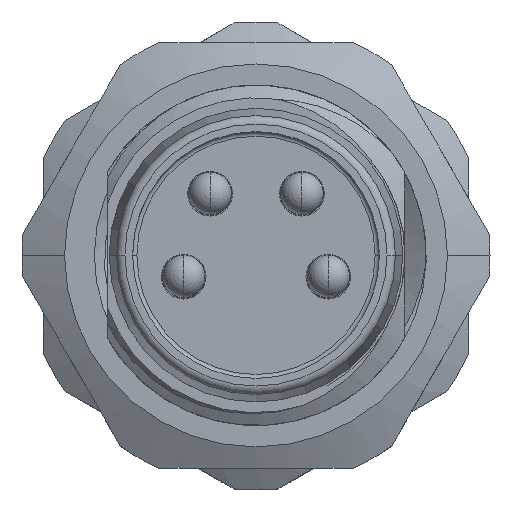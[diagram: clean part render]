
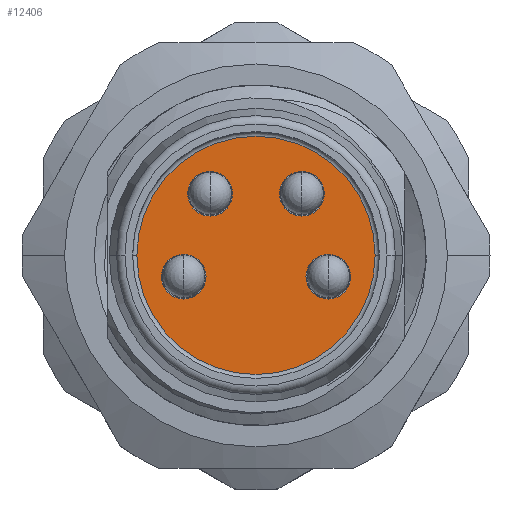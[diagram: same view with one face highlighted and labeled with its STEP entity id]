
A CAD part, top view. The second image highlights one B-rep face of the part: STEP entity #12406.
In plain terms, the highlighted planar face has unit normal (0, 0, 1).
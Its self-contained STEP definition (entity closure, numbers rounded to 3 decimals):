
#10918=CARTESIAN_POINT('',(-1.7,-0.5,7.));
#10919=DIRECTION('',(0.,0.,1.));
#10920=DIRECTION('',(1.,0.,0.));
#10921=AXIS2_PLACEMENT_3D('',#10918,#10919,#10920);
#10923=CARTESIAN_POINT('',(-1.7,-0.5,7.));
#10924=DIRECTION('',(0.,0.,1.));
#10925=DIRECTION('',(-1.,0.,0.));
#10926=AXIS2_PLACEMENT_3D('',#10923,#10924,#10925);
#10928=CARTESIAN_POINT('',(-1.08,1.45,7.));
#10929=DIRECTION('',(0.,0.,1.));
#10930=DIRECTION('',(1.,0.,0.));
#10931=AXIS2_PLACEMENT_3D('',#10928,#10929,#10930);
#10933=CARTESIAN_POINT('',(-1.08,1.45,7.));
#10934=DIRECTION('',(0.,0.,1.));
#10935=DIRECTION('',(-1.,0.,0.));
#10936=AXIS2_PLACEMENT_3D('',#10933,#10934,#10935);
#10938=CARTESIAN_POINT('',(1.7,-0.5,7.));
#10939=DIRECTION('',(0.,0.,1.));
#10940=DIRECTION('',(1.,0.,0.));
#10941=AXIS2_PLACEMENT_3D('',#10938,#10939,#10940);
#10943=CARTESIAN_POINT('',(1.7,-0.5,7.));
#10944=DIRECTION('',(0.,0.,1.));
#10945=DIRECTION('',(-1.,0.,0.));
#10946=AXIS2_PLACEMENT_3D('',#10943,#10944,#10945);
#10948=CARTESIAN_POINT('',(1.08,1.45,7.));
#10949=DIRECTION('',(0.,0.,1.));
#10950=DIRECTION('',(1.,0.,0.));
#10951=AXIS2_PLACEMENT_3D('',#10948,#10949,#10950);
#10953=CARTESIAN_POINT('',(1.08,1.45,7.));
#10954=DIRECTION('',(0.,0.,1.));
#10955=DIRECTION('',(-1.,0.,0.));
#10956=AXIS2_PLACEMENT_3D('',#10953,#10954,#10955);
#10958=CARTESIAN_POINT('',(0.,0.,7.));
#10959=DIRECTION('',(0.,0.,-1.));
#10960=DIRECTION('',(1.,0.,0.));
#10961=AXIS2_PLACEMENT_3D('',#10958,#10959,#10960);
#10963=CARTESIAN_POINT('',(0.,0.,7.));
#10964=DIRECTION('',(0.,0.,-1.));
#10965=DIRECTION('',(-1.,0.,0.));
#10966=AXIS2_PLACEMENT_3D('',#10963,#10964,#10965);
#11917=CARTESIAN_POINT('',(-1.175,-0.5,7.));
#11918=CARTESIAN_POINT('',(-2.225,-0.5,7.));
#11919=VERTEX_POINT('',#11917);
#11920=VERTEX_POINT('',#11918);
#11921=CARTESIAN_POINT('',(-0.555,1.45,7.));
#11922=CARTESIAN_POINT('',(-1.605,1.45,7.));
#11923=VERTEX_POINT('',#11921);
#11924=VERTEX_POINT('',#11922);
#11925=CARTESIAN_POINT('',(2.225,-0.5,7.));
#11926=CARTESIAN_POINT('',(1.175,-0.5,7.));
#11927=VERTEX_POINT('',#11925);
#11928=VERTEX_POINT('',#11926);
#11929=CARTESIAN_POINT('',(1.605,1.45,7.));
#11930=CARTESIAN_POINT('',(0.555,1.45,7.));
#11931=VERTEX_POINT('',#11929);
#11932=VERTEX_POINT('',#11930);
#11997=CARTESIAN_POINT('',(2.8,0.,7.));
#11998=CARTESIAN_POINT('',(-2.8,0.,7.));
#11999=VERTEX_POINT('',#11997);
#12000=VERTEX_POINT('',#11998);
#12373=CARTESIAN_POINT('',(0.,0.,7.));
#12374=DIRECTION('',(0.,0.,1.));
#12375=DIRECTION('',(1.,0.,0.));
#12376=AXIS2_PLACEMENT_3D('',#12373,#12374,#12375);
#12377=PLANE('',#12376);
#12379=ORIENTED_EDGE('',*,*,#12378,.T.);
#12381=ORIENTED_EDGE('',*,*,#12380,.T.);
#12382=EDGE_LOOP('',(#12379,#12381));
#12383=FACE_OUTER_BOUND('',#12382,.F.);
#12385=ORIENTED_EDGE('',*,*,#12384,.T.);
#12387=ORIENTED_EDGE('',*,*,#12386,.T.);
#12388=EDGE_LOOP('',(#12385,#12387));
#12389=FACE_BOUND('',#12388,.F.);
#12391=ORIENTED_EDGE('',*,*,#12390,.T.);
#12393=ORIENTED_EDGE('',*,*,#12392,.T.);
#12394=EDGE_LOOP('',(#12391,#12393));
#12395=FACE_BOUND('',#12394,.F.);
#12397=ORIENTED_EDGE('',*,*,#12396,.T.);
#12399=ORIENTED_EDGE('',*,*,#12398,.T.);
#12400=EDGE_LOOP('',(#12397,#12399));
#12401=FACE_BOUND('',#12400,.F.);
#12402=ORIENTED_EDGE('',*,*,#12353,.T.);
#12403=ORIENTED_EDGE('',*,*,#12367,.T.);
#12404=EDGE_LOOP('',(#12402,#12403));
#12405=FACE_BOUND('',#12404,.F.);
#10922=CIRCLE('',#10921,0.525);
#10927=CIRCLE('',#10926,0.525);
#10932=CIRCLE('',#10931,0.525);
#10937=CIRCLE('',#10936,0.525);
#10942=CIRCLE('',#10941,0.525);
#10947=CIRCLE('',#10946,0.525);
#10952=CIRCLE('',#10951,0.525);
#10957=CIRCLE('',#10956,0.525);
#10962=CIRCLE('',#10961,2.8);
#10967=CIRCLE('',#10966,2.8);
#12353=EDGE_CURVE('',#11919,#11920,#10922,.T.);
#12367=EDGE_CURVE('',#11920,#11919,#10927,.T.);
#12378=EDGE_CURVE('',#11999,#12000,#10962,.T.);
#12380=EDGE_CURVE('',#12000,#11999,#10967,.T.);
#12384=EDGE_CURVE('',#11923,#11924,#10932,.T.);
#12386=EDGE_CURVE('',#11924,#11923,#10937,.T.);
#12390=EDGE_CURVE('',#11927,#11928,#10942,.T.);
#12392=EDGE_CURVE('',#11928,#11927,#10947,.T.);
#12396=EDGE_CURVE('',#11931,#11932,#10952,.T.);
#12398=EDGE_CURVE('',#11932,#11931,#10957,.T.);
#12406=ADVANCED_FACE('',(#12383,#12389,#12395,#12401,#12405),#12377,.T.);
